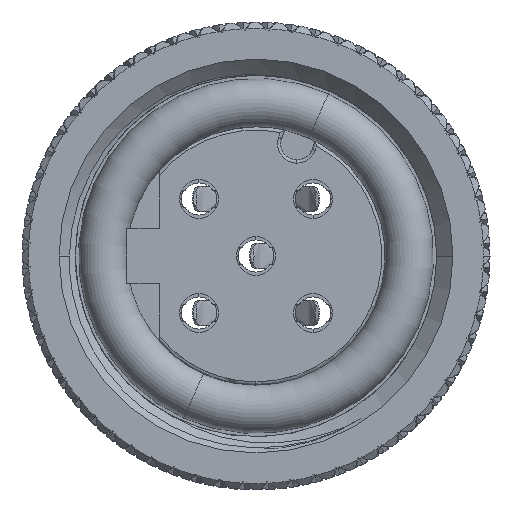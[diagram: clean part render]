
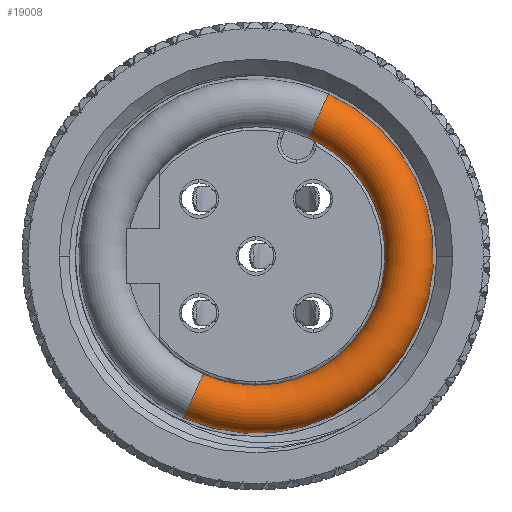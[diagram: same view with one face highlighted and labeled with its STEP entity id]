
A CAD part, left-side view. The second image highlights one B-rep face of the part: STEP entity #19008.
In plain terms, the highlighted toroidal (fillet/blend) face has major radius 4.75 mm and minor radius 0.75 mm.
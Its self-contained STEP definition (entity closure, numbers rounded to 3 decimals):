
#4694 = EDGE_LOOP ( 'NONE', ( #95560, #444392, #31132, #100881 ) ) ;
#19008 = ADVANCED_FACE ( 'NONE', ( #333891 ), #23576, .T. ) ;
#19234 = DIRECTION ( 'NONE',  ( -1., 0., 0. ) ) ;
#23576 = TOROIDAL_SURFACE ( 'NONE', #211087, 4.75, 0.75 ) ;
#31132 = ORIENTED_EDGE ( 'NONE', *, *, #292032, .T. ) ;
#60828 = DIRECTION ( 'NONE',  ( 0., 0., 1. ) ) ;
#69002 = VERTEX_POINT ( 'NONE', #345734 ) ;
#79834 = EDGE_CURVE ( 'NONE', #281838, #304440, #107393, .T. ) ;
#94883 = DIRECTION ( 'NONE',  ( 0., 0., -1. ) ) ;
#95560 = ORIENTED_EDGE ( 'NONE', *, *, #141986, .F. ) ;
#96020 = DIRECTION ( 'NONE',  ( 0., 1., 0. ) ) ;
#100417 = CARTESIAN_POINT ( 'NONE',  ( 0., 0., 0. ) ) ;
#100881 = ORIENTED_EDGE ( 'NONE', *, *, #79834, .F. ) ;
#107393 = CIRCLE ( 'NONE', #435612, 4. ) ;
#131551 = CARTESIAN_POINT ( 'NONE',  ( 0., 0., 4.75 ) ) ;
#141794 = VERTEX_POINT ( 'NONE', #353988 ) ;
#141986 = EDGE_CURVE ( 'NONE', #69002, #281838, #229353, .T. ) ;
#150957 = CARTESIAN_POINT ( 'NONE',  ( 0., 0., 4. ) ) ;
#166156 = EDGE_CURVE ( 'NONE', #69002, #141794, #235558, .T. ) ;
#198298 = AXIS2_PLACEMENT_3D ( 'NONE', #242755, #96020, #201246 ) ;
#201246 = DIRECTION ( 'NONE',  ( 0., 0., 1. ) ) ;
#206142 = AXIS2_PLACEMENT_3D ( 'NONE', #131551, #283171, #94883 ) ;
#211087 = AXIS2_PLACEMENT_3D ( 'NONE', #294801, #19234, #60828 ) ;
#229353 = CIRCLE ( 'NONE', #198298, 0.75 ) ;
#235558 = CIRCLE ( 'NONE', #352924, 5.5 ) ;
#242755 = CARTESIAN_POINT ( 'NONE',  ( 0., 0., -4.75 ) ) ;
#281838 = VERTEX_POINT ( 'NONE', #363587 ) ;
#283171 = DIRECTION ( 'NONE',  ( 0., -1., 0. ) ) ;
#292032 = EDGE_CURVE ( 'NONE', #141794, #304440, #300010, .T. ) ;
#294801 = CARTESIAN_POINT ( 'NONE',  ( 0., 0., 0. ) ) ;
#300010 = CIRCLE ( 'NONE', #206142, 0.75 ) ;
#304440 = VERTEX_POINT ( 'NONE', #150957 ) ;
#310875 = DIRECTION ( 'NONE',  ( 0., 0., 1. ) ) ;
#333891 = FACE_OUTER_BOUND ( 'NONE', #4694, .T. ) ;
#345734 = CARTESIAN_POINT ( 'NONE',  ( 0., 0., -5.5 ) ) ;
#352924 = AXIS2_PLACEMENT_3D ( 'NONE', #100417, #359658, #435472 ) ;
#353988 = CARTESIAN_POINT ( 'NONE',  ( 0., 0., 5.5 ) ) ;
#359658 = DIRECTION ( 'NONE',  ( -1., 0., 0. ) ) ;
#363587 = CARTESIAN_POINT ( 'NONE',  ( 0., 0., -4. ) ) ;
#379412 = CARTESIAN_POINT ( 'NONE',  ( 0., 0., 0. ) ) ;
#381825 = DIRECTION ( 'NONE',  ( -1., 0., 0. ) ) ;
#435472 = DIRECTION ( 'NONE',  ( 0., 0., 1. ) ) ;
#435612 = AXIS2_PLACEMENT_3D ( 'NONE', #379412, #381825, #310875 ) ;
#444392 = ORIENTED_EDGE ( 'NONE', *, *, #166156, .T. ) ;
